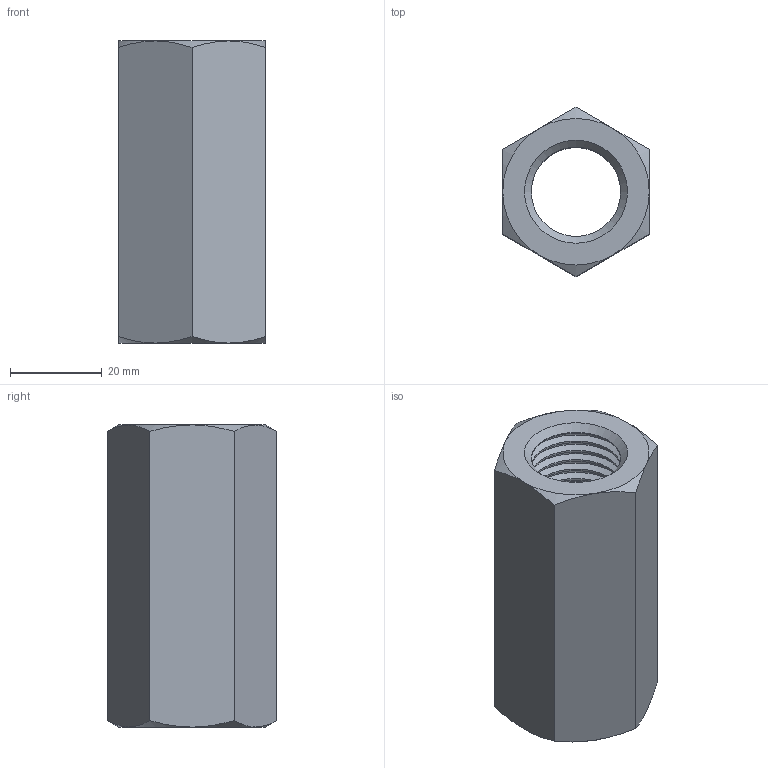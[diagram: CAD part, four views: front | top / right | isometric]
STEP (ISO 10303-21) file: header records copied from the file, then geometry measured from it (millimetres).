
FILE_DESCRIPTION( ( 'Unknown' ), '1' );
FILE_NAME( 'PT05-2232.stp', 'Unknown', ( 'Unknown' ), ( 'Unknown' ), 'XStep 1.0', 'Unknown', ' ' );
FILE_SCHEMA( ( 'CONFIG_CONTROL_DESIGN' ) );
Length unit declared in the file: millimetre
Products named in the file (1): 1
Bounding box: 32 x 36.95 x 66 mm (x, y, z)
Volume: 35888.8 mm3; surface area: 14967.5 mm2
Topology: 1 solids, 1 shells, 123 faces, 251 edges, 130 vertices
Faces by surface type: cone 64, cylinder 51, plane 8
Full cylindrical faces by diameter (mm): 19.5 x26, 22 x25
Entity records: 2744 total; most frequent: CARTESIAN_POINT 550, DIRECTION 486, ORIENTED_EDGE 292, AXIS2_PLACEMENT_3D 240, EDGE_LOOP 228, FACE_OUTER_BOUND 174, EDGE_CURVE 146, VERTEX_POINT 128
